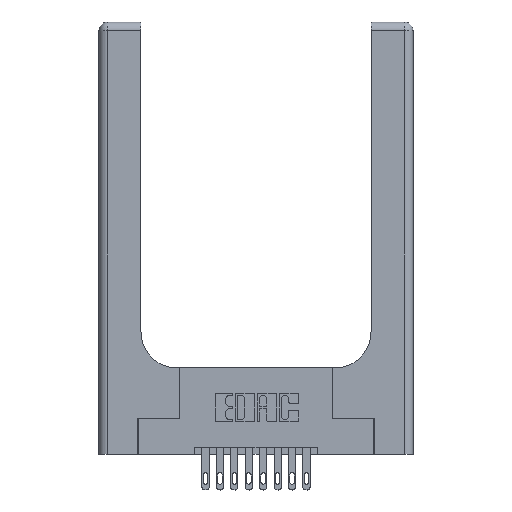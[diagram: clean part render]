
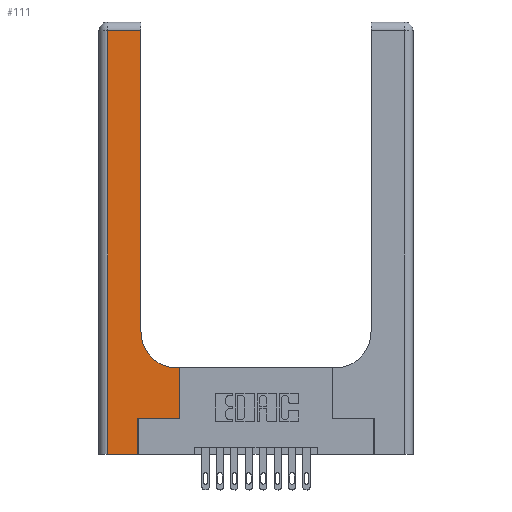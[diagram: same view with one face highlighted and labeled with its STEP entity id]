
A CAD part, top view. The second image highlights one B-rep face of the part: STEP entity #111.
In plain terms, the highlighted planar face has unit normal (0, 0, 1).
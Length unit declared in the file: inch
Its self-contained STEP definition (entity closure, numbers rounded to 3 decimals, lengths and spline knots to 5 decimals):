
#69 = PLANE ( 'NONE',  #7890 ) ;
#111 = ADVANCED_FACE ( 'NONE', ( #1268 ), #69, .F. ) ;
#271 = VECTOR ( 'NONE', #10220, 39.37008 ) ;
#635 = VERTEX_POINT ( 'NONE', #15437 ) ;
#770 = CARTESIAN_POINT ( 'NONE',  ( 0.5585, 0.6, 0.37 ) ) ;
#803 = EDGE_CURVE ( 'NONE', #8716, #6503, #11061, .T. ) ;
#970 = EDGE_CURVE ( 'NONE', #12149, #10171, #7392, .T. ) ;
#1268 = FACE_OUTER_BOUND ( 'NONE', #10774, .T. ) ;
#1881 = VECTOR ( 'NONE', #13764, 39.37008 ) ;
#1983 = DIRECTION ( 'NONE',  ( 0., -1., 0. ) ) ;
#2111 = CARTESIAN_POINT ( 'NONE',  ( 0.5415, 0.6, 0.37 ) ) ;
#2407 = LINE ( 'NONE', #9210, #271 ) ;
#2509 = DIRECTION ( 'NONE',  ( -1., 0., 0. ) ) ;
#2569 = VECTOR ( 'NONE', #1983, 39.37008 ) ;
#2587 = DIRECTION ( 'NONE',  ( 1., 0., 0. ) ) ;
#2687 = VECTOR ( 'NONE', #6721, 39.37008 ) ;
#2709 = DIRECTION ( 'NONE',  ( 1., 0., 0. ) ) ;
#2772 = ORIENTED_EDGE ( 'NONE', *, *, #15215, .T. ) ;
#2997 = VECTOR ( 'NONE', #2587, 39.37008 ) ;
#3546 = ORIENTED_EDGE ( 'NONE', *, *, #15700, .T. ) ;
#3633 = ORIENTED_EDGE ( 'NONE', *, *, #803, .T. ) ;
#3645 = ORIENTED_EDGE ( 'NONE', *, *, #5388, .T. ) ;
#4135 = VECTOR ( 'NONE', #6473, 39.37008 ) ;
#4537 = CARTESIAN_POINT ( 'NONE',  ( 0., 0., 0.37 ) ) ;
#4540 = VERTEX_POINT ( 'NONE', #7666 ) ;
#5074 = CARTESIAN_POINT ( 'NONE',  ( 0.06, 2.94, 0.37 ) ) ;
#5388 = EDGE_CURVE ( 'NONE', #4540, #5832, #2407, .T. ) ;
#5498 = ORIENTED_EDGE ( 'NONE', *, *, #11303, .T. ) ;
#5661 = CARTESIAN_POINT ( 'NONE',  ( 0.06, 3., 0.37 ) ) ;
#5832 = VERTEX_POINT ( 'NONE', #6795 ) ;
#5989 = LINE ( 'NONE', #15735, #7174 ) ;
#6473 = DIRECTION ( 'NONE',  ( 0., 1., 0. ) ) ;
#6503 = VERTEX_POINT ( 'NONE', #14952 ) ;
#6531 = VERTEX_POINT ( 'NONE', #5074 ) ;
#6656 = LINE ( 'NONE', #15196, #1881 ) ;
#6721 = DIRECTION ( 'NONE',  ( -1., 0., 0. ) ) ;
#6795 = CARTESIAN_POINT ( 'NONE',  ( 0.2915, 2.94, 0.37 ) ) ;
#6923 = ORIENTED_EDGE ( 'NONE', *, *, #970, .T. ) ;
#6929 = ORIENTED_EDGE ( 'NONE', *, *, #12955, .T. ) ;
#7174 = VECTOR ( 'NONE', #13447, 39.37008 ) ;
#7392 = LINE ( 'NONE', #11573, #4135 ) ;
#7666 = CARTESIAN_POINT ( 'NONE',  ( 0.2915, 0.85, 0.37 ) ) ;
#7890 = AXIS2_PLACEMENT_3D ( 'NONE', #13429, #11160, #2509 ) ;
#8267 = LINE ( 'NONE', #15341, #2687 ) ;
#8271 = EDGE_CURVE ( 'NONE', #6503, #635, #5989, .T. ) ;
#8606 = LINE ( 'NONE', #11872, #10711 ) ;
#8612 = ORIENTED_EDGE ( 'NONE', *, *, #8271, .T. ) ;
#8619 = EDGE_CURVE ( 'NONE', #11064, #4540, #13534, .T. ) ;
#8637 = ORIENTED_EDGE ( 'NONE', *, *, #8619, .T. ) ;
#8716 = VERTEX_POINT ( 'NONE', #10359 ) ;
#9210 = CARTESIAN_POINT ( 'NONE',  ( 0.2915, 3., 0.37 ) ) ;
#9678 = CARTESIAN_POINT ( 'NONE',  ( 0.5585, 0.25, 0.37 ) ) ;
#10171 = VERTEX_POINT ( 'NONE', #770 ) ;
#10220 = DIRECTION ( 'NONE',  ( 0., 1., 0. ) ) ;
#10359 = CARTESIAN_POINT ( 'NONE',  ( 0.06, 0., 0.37 ) ) ;
#10711 = VECTOR ( 'NONE', #13029, 39.37008 ) ;
#10774 = EDGE_LOOP ( 'NONE', ( #3645, #2772, #3546, #3633, #8612, #6929, #6923, #5498, #8637 ) ) ;
#11061 = LINE ( 'NONE', #4537, #2997 ) ;
#11064 = VERTEX_POINT ( 'NONE', #2111 ) ;
#11102 = AXIS2_PLACEMENT_3D ( 'NONE', #11434, #13923, #2709 ) ;
#11160 = DIRECTION ( 'NONE',  ( 0., 0., -1. ) ) ;
#11303 = EDGE_CURVE ( 'NONE', #10171, #11064, #8267, .T. ) ;
#11434 = CARTESIAN_POINT ( 'NONE',  ( 0.5415, 0.85, 0.37 ) ) ;
#11573 = CARTESIAN_POINT ( 'NONE',  ( 0.5585, 0.25, 0.37 ) ) ;
#11872 = CARTESIAN_POINT ( 'NONE',  ( 0., 2.94, 0.37 ) ) ;
#12149 = VERTEX_POINT ( 'NONE', #9678 ) ;
#12955 = EDGE_CURVE ( 'NONE', #635, #12149, #6656, .T. ) ;
#13029 = DIRECTION ( 'NONE',  ( -1., 0., 0. ) ) ;
#13429 = CARTESIAN_POINT ( 'NONE',  ( 0., 3., 0.37 ) ) ;
#13447 = DIRECTION ( 'NONE',  ( 0., 1., 0. ) ) ;
#13534 = CIRCLE ( 'NONE', #11102, 0.25 ) ;
#13764 = DIRECTION ( 'NONE',  ( 1., 0., 0. ) ) ;
#13923 = DIRECTION ( 'NONE',  ( 0., 0., -1. ) ) ;
#14952 = CARTESIAN_POINT ( 'NONE',  ( 0.269, 0., 0.37 ) ) ;
#15196 = CARTESIAN_POINT ( 'NONE',  ( 0.269, 0.25, 0.37 ) ) ;
#15215 = EDGE_CURVE ( 'NONE', #5832, #6531, #8606, .T. ) ;
#15341 = CARTESIAN_POINT ( 'NONE',  ( 0.2915, 0.6, 0.37 ) ) ;
#15437 = CARTESIAN_POINT ( 'NONE',  ( 0.269, 0.25, 0.37 ) ) ;
#15700 = EDGE_CURVE ( 'NONE', #6531, #8716, #15701, .T. ) ;
#15701 = LINE ( 'NONE', #5661, #2569 ) ;
#15735 = CARTESIAN_POINT ( 'NONE',  ( 0.269, 0., 0.37 ) ) ;
